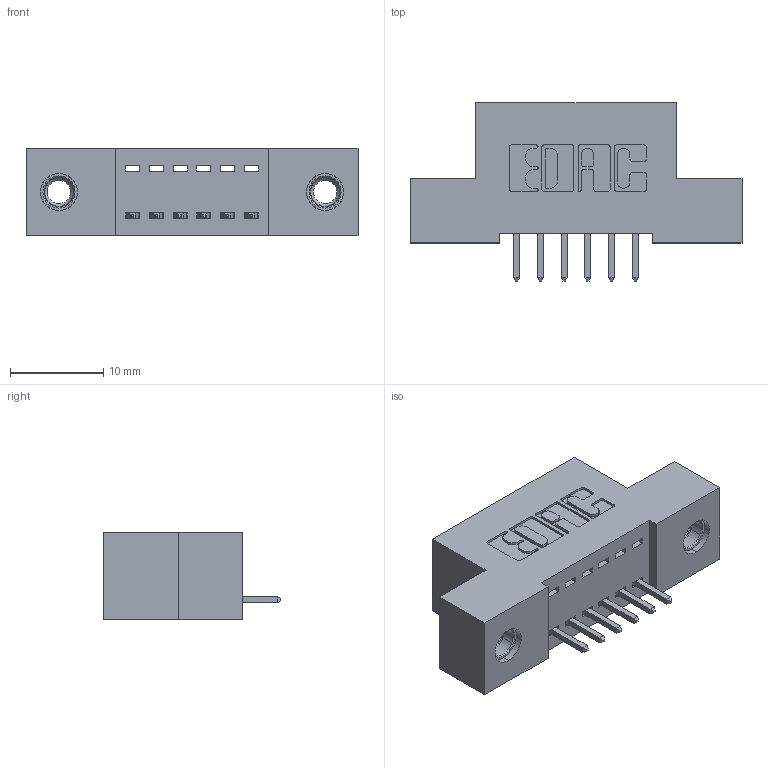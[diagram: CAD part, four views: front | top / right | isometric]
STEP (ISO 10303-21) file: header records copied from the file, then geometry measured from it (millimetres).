
FILE_DESCRIPTION (( 'STEP AP203' ), '1' );
FILE_NAME ('392-006-521-107.STEP', '2019-10-04T23:00:45', ( '' ), ( '' ), 'SwSTEP 2.0', 'SolidWorks 2016', '' );
FILE_SCHEMA (( 'CONFIG_CONTROL_DESIGN' ));
Length unit declared in the file: inch
Products named in the file (4): 392-006-521-107; 342 Part_TI; 345-292-001_345-293-121; 345-250-001_345-250-005-103
Assembly tree (9 placements, depth 2):
  392-006-521-107
    342 Part_TI
    345-292-001_345-293-121  x6
    345-250-001_345-250-005-103  x2
Bounding box: 35.56 x 19.06 x 9.4 mm (x, y, z)
Volume: 2955.5 mm3; surface area: 3634.6 mm2
Topology: 9 solids, 9 shells, 518 faces, 1491 edges, 978 vertices
Faces by surface type: plane 350, cylinder 152, cone 12, torus 4
Entity records: 9396 total; most frequent: CARTESIAN_POINT 1607, ORIENTED_EDGE 1542, DIRECTION 1461, EDGE_CURVE 771, LINE 623, VECTOR 623, VERTEX_POINT 508, AXIS2_PLACEMENT_3D 419
